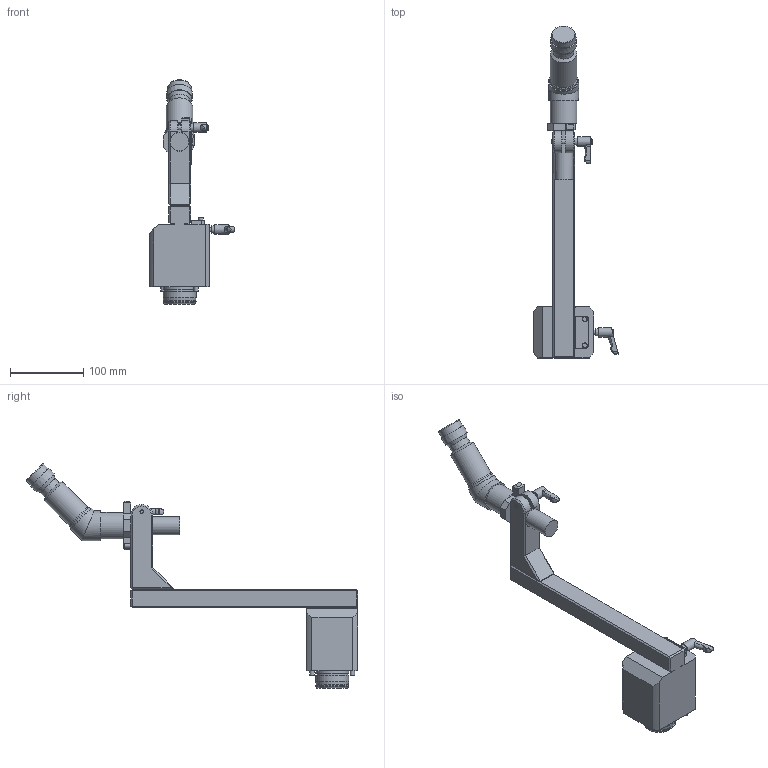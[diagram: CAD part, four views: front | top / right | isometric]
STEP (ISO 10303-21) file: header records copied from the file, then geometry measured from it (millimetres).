
FILE_DESCRIPTION(/* description */ (''),/* implementation_level */ '2;1');
FILE_NAME(/* name */ '10000988959nxv000_00_214.stp',/* time_stamp */ '2022-01-19T09:26:20+01:00',/* author */ (''),/* organization */ (''),/* preprocessor_version */ 'ST-DEVELOPER v16.7',/* originating_system */ 'SIEMENS PLM Software NX 12.0',/* authorisation */ '');
FILE_SCHEMA (('AUTOMOTIVE_DESIGN { 1 0 10303 214 3 1 1 1 }'));
Length unit declared in the file: millimetre
Products named in the file (1): 10000988959nxv000_00
Bounding box: 116 x 452.94 x 306.49 mm (x, y, z)
Volume: 1065211.1 mm3; surface area: 118315.1 mm2
Topology: 2 solids, 2 shells, 213 faces, 499 edges, 311 vertices
Faces by surface type: plane 120, cylinder 48, cone 29, torus 9, bspline 6, sphere 1
Full cylindrical faces by diameter (mm): 5 x3, 6 x3, 7 x2, 8 x1, 10 x2, 13 x2, 25 x1, 32.918 x1, 35.943 x1, 36 x1, 42.1 x1, 45 x3
Entity records: 6680 total; most frequent: CARTESIAN_POINT 1729, DIRECTION 910, ORIENTED_EDGE 860, EDGE_CURVE 430, AXIS2_PLACEMENT_3D 327, VERTEX_POINT 293, EDGE_LOOP 287, LINE 256
